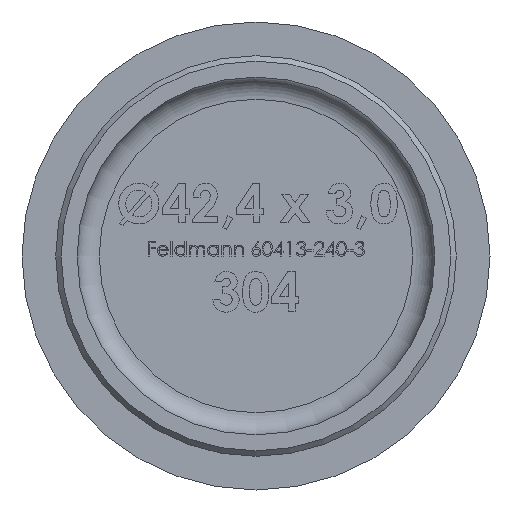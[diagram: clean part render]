
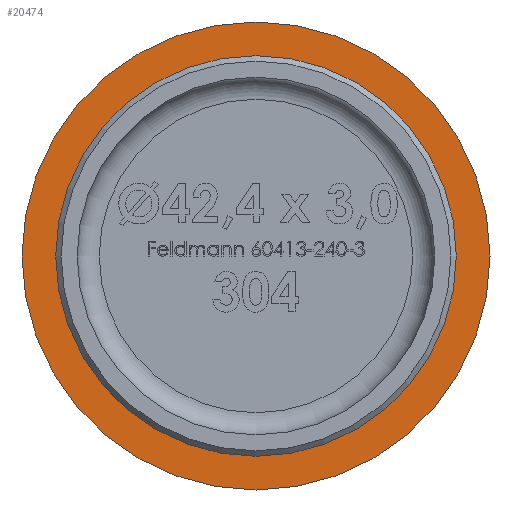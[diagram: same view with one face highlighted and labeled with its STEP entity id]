
A CAD part, front view. The second image highlights one B-rep face of the part: STEP entity #20474.
In plain terms, the highlighted planar face has unit normal (0, -1, 0).
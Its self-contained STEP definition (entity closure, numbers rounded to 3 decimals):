
#2212 = EDGE_CURVE ( 'NONE', #17102, #17102, #15291, .T. ) ;
#2801 = PLANE ( 'NONE',  #7019 ) ;
#2809 = FACE_OUTER_BOUND ( 'NONE', #15310, .T. ) ;
#3449 = AXIS2_PLACEMENT_3D ( 'NONE', #6411, #4817, #22154 ) ;
#4002 = ORIENTED_EDGE ( 'NONE', *, *, #10650, .F. ) ;
#4688 = CARTESIAN_POINT ( 'NONE',  ( 21.2, 30., 0. ) ) ;
#4817 = DIRECTION ( 'NONE',  ( 0., -1., 0. ) ) ;
#6134 = AXIS2_PLACEMENT_3D ( 'NONE', #15586, #19134, #6829 ) ;
#6411 = CARTESIAN_POINT ( 'NONE',  ( 0., 30., 0. ) ) ;
#6829 = DIRECTION ( 'NONE',  ( 0., 0., -1. ) ) ;
#7019 = AXIS2_PLACEMENT_3D ( 'NONE', #4688, #9768, #19966 ) ;
#7432 = FACE_BOUND ( 'NONE', #21435, .T. ) ;
#9746 = CIRCLE ( 'NONE', #6134, 17.95 ) ;
#9768 = DIRECTION ( 'NONE',  ( 0., -1., 0. ) ) ;
#10650 = EDGE_CURVE ( 'NONE', #12507, #12507, #9746, .T. ) ;
#12507 = VERTEX_POINT ( 'NONE', #17650 ) ;
#15291 = CIRCLE ( 'NONE', #3449, 21.2 ) ;
#15310 = EDGE_LOOP ( 'NONE', ( #17971 ) ) ;
#15586 = CARTESIAN_POINT ( 'NONE',  ( 0., 30., 0. ) ) ;
#17102 = VERTEX_POINT ( 'NONE', #19552 ) ;
#17650 = CARTESIAN_POINT ( 'NONE',  ( 0., 30., -17.95 ) ) ;
#17971 = ORIENTED_EDGE ( 'NONE', *, *, #2212, .T. ) ;
#19134 = DIRECTION ( 'NONE',  ( 0., -1., 0. ) ) ;
#19552 = CARTESIAN_POINT ( 'NONE',  ( 0., 30., -21.2 ) ) ;
#19966 = DIRECTION ( 'NONE',  ( 0., 0., -1. ) ) ;
#20474 = ADVANCED_FACE ( 'NONE', ( #2809, #7432 ), #2801, .T. ) ;
#21435 = EDGE_LOOP ( 'NONE', ( #4002 ) ) ;
#22154 = DIRECTION ( 'NONE',  ( 0., 0., -1. ) ) ;
